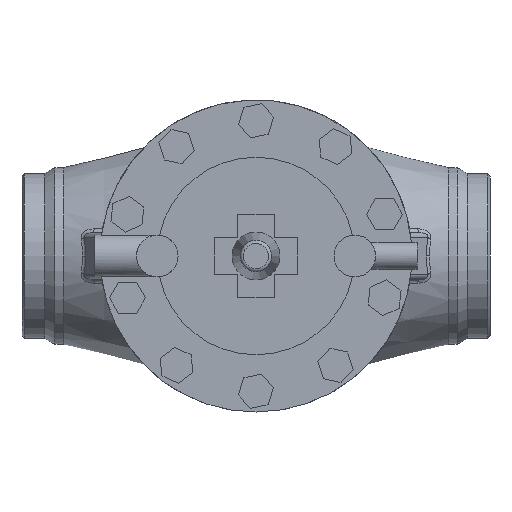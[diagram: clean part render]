
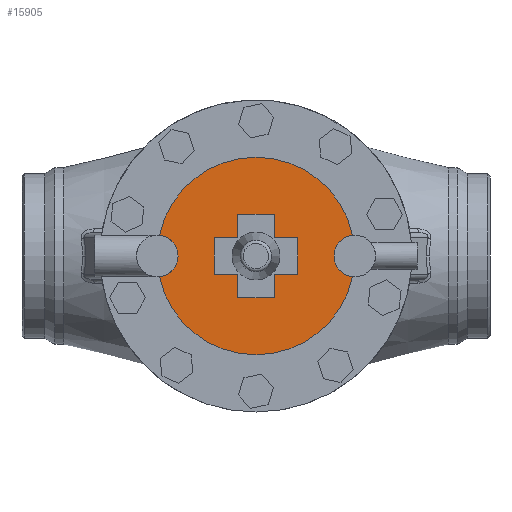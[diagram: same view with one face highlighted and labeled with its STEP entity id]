
A CAD part, front view. The second image highlights one B-rep face of the part: STEP entity #15905.
In plain terms, the highlighted planar face has unit normal (0, -1, 0).
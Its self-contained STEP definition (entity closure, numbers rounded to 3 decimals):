
#15597=CARTESIAN_POINT('',(150.,-43.5,-171.));
#15598=VERTEX_POINT('',#15597);
#15605=CARTESIAN_POINT('',(132.105,-43.5,-151.111));
#15606=VERTEX_POINT('',#15605);
#15607=CARTESIAN_POINT('',(130.,-43.5,-171.));
#15608=DIRECTION('',(0.,-1.,0.));
#15609=DIRECTION('',(-1.,0.,0.));
#15610=AXIS2_PLACEMENT_3D('',#15607,#15608,#15609);
#15611=CIRCLE('',#15610,20.);
#15612=EDGE_CURVE('',#15598,#15606,#15611,.T.);
#15624=CARTESIAN_POINT('',(132.105,-43.5,-190.889));
#15625=VERTEX_POINT('',#15624);
#15632=CARTESIAN_POINT('',(130.,-43.5,-171.));
#15633=DIRECTION('',(0.,-1.,0.));
#15634=DIRECTION('',(-1.,0.,0.));
#15635=AXIS2_PLACEMENT_3D('',#15632,#15633,#15634);
#15636=CIRCLE('',#15635,20.);
#15637=EDGE_CURVE('',#15625,#15598,#15636,.T.);
#15664=CARTESIAN_POINT('',(317.895,-43.5,-151.111));
#15665=VERTEX_POINT('',#15664);
#15666=CARTESIAN_POINT('',(225.,-43.5,-171.));
#15667=DIRECTION('',(0.,-1.,0.));
#15668=DIRECTION('',(-1.,0.,0.));
#15669=AXIS2_PLACEMENT_3D('',#15666,#15667,#15668);
#15670=CIRCLE('',#15669,95.);
#15671=EDGE_CURVE('',#15665,#15606,#15670,.T.);
#15700=CARTESIAN_POINT('',(317.895,-43.5,-190.889));
#15701=VERTEX_POINT('',#15700);
#15702=CARTESIAN_POINT('',(320.,-43.5,-171.));
#15703=DIRECTION('',(0.,-1.,0.));
#15704=DIRECTION('',(-1.,0.,0.));
#15705=AXIS2_PLACEMENT_3D('',#15702,#15703,#15704);
#15706=CIRCLE('',#15705,20.);
#15707=EDGE_CURVE('',#15665,#15701,#15706,.T.);
#15754=CARTESIAN_POINT('',(225.,-43.5,-171.));
#15755=DIRECTION('',(0.,-1.,0.));
#15756=DIRECTION('',(-1.,0.,0.));
#15757=AXIS2_PLACEMENT_3D('',#15754,#15755,#15756);
#15758=CIRCLE('',#15757,95.);
#15759=EDGE_CURVE('',#15625,#15701,#15758,.T.);
#15795=CARTESIAN_POINT('',(225.,-43.5,-171.));
#15796=DIRECTION('',(0.,-1.,0.));
#15797=DIRECTION('',(-1.,0.,0.));
#15798=AXIS2_PLACEMENT_3D('',#15795,#15796,#15797);
#15799=PLANE('',#15798);
#15800=ORIENTED_EDGE('',*,*,#15612,.F.);
#15801=ORIENTED_EDGE('',*,*,#15637,.F.);
#15802=ORIENTED_EDGE('',*,*,#15759,.T.);
#15803=ORIENTED_EDGE('',*,*,#15707,.F.);
#15804=ORIENTED_EDGE('',*,*,#15671,.T.);
#15805=EDGE_LOOP('',(#15800,#15801,#15802,#15803,#15804));
#15806=FACE_BOUND('',#15805,.T.);
#15807=CARTESIAN_POINT('',(207.5,-43.5,-211.));
#15808=VERTEX_POINT('',#15807);
#15809=CARTESIAN_POINT('',(242.5,-43.5,-211.));
#15810=VERTEX_POINT('',#15809);
#15811=CARTESIAN_POINT('',(207.5,-43.5,-211.));
#15812=DIRECTION('',(1.,0.,-0.));
#15813=VECTOR('',#15812,35.);
#15814=LINE('',#15811,#15813);
#15815=EDGE_CURVE('',#15808,#15810,#15814,.T.);
#15816=ORIENTED_EDGE('',*,*,#15815,.F.);
#15817=CARTESIAN_POINT('',(207.5,-43.5,-188.5));
#15818=VERTEX_POINT('',#15817);
#15819=CARTESIAN_POINT('',(207.5,-43.5,-188.5));
#15820=DIRECTION('',(0.,0.,-1.));
#15821=VECTOR('',#15820,22.5);
#15822=LINE('',#15819,#15821);
#15823=EDGE_CURVE('',#15818,#15808,#15822,.T.);
#15824=ORIENTED_EDGE('',*,*,#15823,.F.);
#15825=CARTESIAN_POINT('',(185.,-43.5,-188.5));
#15826=VERTEX_POINT('',#15825);
#15827=CARTESIAN_POINT('',(185.,-43.5,-188.5));
#15828=DIRECTION('',(1.,0.,-0.));
#15829=VECTOR('',#15828,22.5);
#15830=LINE('',#15827,#15829);
#15831=EDGE_CURVE('',#15826,#15818,#15830,.T.);
#15832=ORIENTED_EDGE('',*,*,#15831,.F.);
#15833=CARTESIAN_POINT('',(185.,-43.5,-153.5));
#15834=VERTEX_POINT('',#15833);
#15835=CARTESIAN_POINT('',(185.,-43.5,-153.5));
#15836=DIRECTION('',(0.,0.,-1.));
#15837=VECTOR('',#15836,35.);
#15838=LINE('',#15835,#15837);
#15839=EDGE_CURVE('',#15834,#15826,#15838,.T.);
#15840=ORIENTED_EDGE('',*,*,#15839,.F.);
#15841=CARTESIAN_POINT('',(207.5,-43.5,-153.5));
#15842=VERTEX_POINT('',#15841);
#15843=CARTESIAN_POINT('',(207.5,-43.5,-153.5));
#15844=DIRECTION('',(-1.,0.,0.));
#15845=VECTOR('',#15844,22.5);
#15846=LINE('',#15843,#15845);
#15847=EDGE_CURVE('',#15842,#15834,#15846,.T.);
#15848=ORIENTED_EDGE('',*,*,#15847,.F.);
#15849=CARTESIAN_POINT('',(207.5,-43.5,-131.));
#15850=VERTEX_POINT('',#15849);
#15851=CARTESIAN_POINT('',(207.5,-43.5,-131.));
#15852=DIRECTION('',(0.,0.,-1.));
#15853=VECTOR('',#15852,22.5);
#15854=LINE('',#15851,#15853);
#15855=EDGE_CURVE('',#15850,#15842,#15854,.T.);
#15856=ORIENTED_EDGE('',*,*,#15855,.F.);
#15857=CARTESIAN_POINT('',(242.5,-43.5,-131.));
#15858=VERTEX_POINT('',#15857);
#15859=CARTESIAN_POINT('',(242.5,-43.5,-131.));
#15860=DIRECTION('',(-1.,0.,0.));
#15861=VECTOR('',#15860,35.);
#15862=LINE('',#15859,#15861);
#15863=EDGE_CURVE('',#15858,#15850,#15862,.T.);
#15864=ORIENTED_EDGE('',*,*,#15863,.F.);
#15865=CARTESIAN_POINT('',(242.5,-43.5,-153.5));
#15866=VERTEX_POINT('',#15865);
#15867=CARTESIAN_POINT('',(242.5,-43.5,-153.5));
#15868=DIRECTION('',(0.,0.,1.));
#15869=VECTOR('',#15868,22.5);
#15870=LINE('',#15867,#15869);
#15871=EDGE_CURVE('',#15866,#15858,#15870,.T.);
#15872=ORIENTED_EDGE('',*,*,#15871,.F.);
#15873=CARTESIAN_POINT('',(265.,-43.5,-153.5));
#15874=VERTEX_POINT('',#15873);
#15875=CARTESIAN_POINT('',(265.,-43.5,-153.5));
#15876=DIRECTION('',(-1.,0.,0.));
#15877=VECTOR('',#15876,22.5);
#15878=LINE('',#15875,#15877);
#15879=EDGE_CURVE('',#15874,#15866,#15878,.T.);
#15880=ORIENTED_EDGE('',*,*,#15879,.F.);
#15881=CARTESIAN_POINT('',(265.,-43.5,-188.5));
#15882=VERTEX_POINT('',#15881);
#15883=CARTESIAN_POINT('',(265.,-43.5,-188.5));
#15884=DIRECTION('',(0.,0.,1.));
#15885=VECTOR('',#15884,35.);
#15886=LINE('',#15883,#15885);
#15887=EDGE_CURVE('',#15882,#15874,#15886,.T.);
#15888=ORIENTED_EDGE('',*,*,#15887,.F.);
#15889=CARTESIAN_POINT('',(242.5,-43.5,-188.5));
#15890=VERTEX_POINT('',#15889);
#15891=CARTESIAN_POINT('',(242.5,-43.5,-188.5));
#15892=DIRECTION('',(1.,0.,-0.));
#15893=VECTOR('',#15892,22.5);
#15894=LINE('',#15891,#15893);
#15895=EDGE_CURVE('',#15890,#15882,#15894,.T.);
#15896=ORIENTED_EDGE('',*,*,#15895,.F.);
#15897=CARTESIAN_POINT('',(242.5,-43.5,-211.));
#15898=DIRECTION('',(0.,0.,1.));
#15899=VECTOR('',#15898,22.5);
#15900=LINE('',#15897,#15899);
#15901=EDGE_CURVE('',#15810,#15890,#15900,.T.);
#15902=ORIENTED_EDGE('',*,*,#15901,.F.);
#15903=EDGE_LOOP('',(#15816,#15824,#15832,#15840,#15848,#15856,#15864,#15872,#15880,#15888,#15896,#15902));
#15904=FACE_BOUND('',#15903,.T.);
#15905=ADVANCED_FACE('',(#15806,#15904),#15799,.T.);
